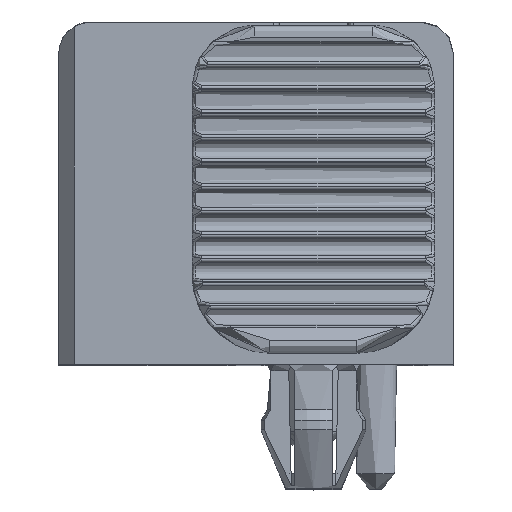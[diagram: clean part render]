
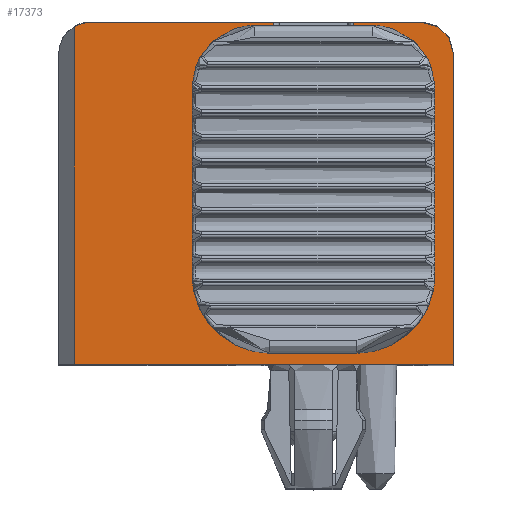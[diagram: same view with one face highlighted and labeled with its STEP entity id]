
A CAD part, top view. The second image highlights one B-rep face of the part: STEP entity #17373.
In plain terms, the highlighted planar face has unit normal (0, 0, 1).
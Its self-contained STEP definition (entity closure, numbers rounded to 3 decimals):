
#1838=FACE_OUTER_BOUND('',#2788,.T.);
#2788=EDGE_LOOP('',(#15029,#15030,#15031,#15032,#15033,#15034,#15035,#15036,
#15037,#15038,#15039,#15040,#15041,#15042,#15043,#15044,#15045,#15046,#15047,
#15048,#15049,#15050,#15051,#15052));
#2980=CIRCLE('',#17569,2.);
#3182=CIRCLE('',#17856,2.);
#3538=CIRCLE('',#18623,1.);
#3543=CIRCLE('',#18641,1.);
#3718=LINE('',#23673,#5157);
#3732=LINE('',#23866,#5171);
#3735=LINE('',#23872,#5174);
#3736=LINE('',#23876,#5175);
#3738=LINE('',#23884,#5177);
#3814=LINE('',#24102,#5253);
#3820=LINE('',#24114,#5259);
#3907=LINE('',#24350,#5346);
#3975=LINE('',#35609,#5414);
#4009=LINE('',#36206,#5448);
#4070=LINE('',#36361,#5509);
#4071=LINE('',#36364,#5510);
#4234=LINE('',#36730,#5673);
#4238=LINE('',#36744,#5677);
#4618=LINE('',#51218,#6057);
#4816=LINE('',#53477,#6255);
#4857=LINE('',#53562,#6296);
#4858=LINE('',#53565,#6297);
#4863=LINE('',#53576,#6302);
#4864=LINE('',#53578,#6303);
#5157=VECTOR('',#19115,10.);
#5171=VECTOR('',#19177,10.);
#5174=VECTOR('',#19180,10.);
#5175=VECTOR('',#19185,10.);
#5177=VECTOR('',#19191,10.);
#5253=VECTOR('',#19349,10.);
#5259=VECTOR('',#19357,10.);
#5346=VECTOR('',#19520,10.);
#5414=VECTOR('',#19960,10.);
#5448=VECTOR('',#20194,1000.);
#5509=VECTOR('',#20351,1000.);
#5510=VECTOR('',#20354,1000.);
#5673=VECTOR('',#20671,1000.);
#5677=VECTOR('',#20683,1000.);
#6057=VECTOR('',#22155,1000.);
#6255=VECTOR('',#22919,1000.);
#6296=VECTOR('',#23018,1000.);
#6297=VECTOR('',#23023,1000.);
#6302=VECTOR('',#23034,1000.);
#6303=VECTOR('',#23037,10.);
#6596=VERTEX_POINT('',#23671);
#6597=VERTEX_POINT('',#23672);
#6617=VERTEX_POINT('',#23714);
#6632=VERTEX_POINT('',#23864);
#6634=VERTEX_POINT('',#23869);
#6635=VERTEX_POINT('',#23871);
#6636=VERTEX_POINT('',#23875);
#6639=VERTEX_POINT('',#23881);
#6640=VERTEX_POINT('',#23883);
#6740=VERTEX_POINT('',#24099);
#6741=VERTEX_POINT('',#24101);
#6745=VERTEX_POINT('',#24112);
#6746=VERTEX_POINT('',#24113);
#7055=VERTEX_POINT('',#35608);
#7077=VERTEX_POINT('',#36205);
#7123=VERTEX_POINT('',#36359);
#7124=VERTEX_POINT('',#36363);
#7250=VERTEX_POINT('',#36729);
#7820=VERTEX_POINT('',#51220);
#7821=VERTEX_POINT('',#51222);
#7833=VERTEX_POINT('',#51288);
#7834=VERTEX_POINT('',#51290);
#8138=VERTEX_POINT('',#53476);
#8156=VERTEX_POINT('',#53574);
#8282=EDGE_CURVE('',#6596,#6597,#3718,.T.);
#8303=EDGE_CURVE('',#6617,#6596,#2980,.T.);
#8320=EDGE_CURVE('',#6597,#6632,#3732,.T.);
#8323=EDGE_CURVE('',#6635,#6634,#3735,.T.);
#8325=EDGE_CURVE('',#6636,#6617,#3736,.T.);
#8329=EDGE_CURVE('',#6640,#6639,#3738,.T.);
#8438=EDGE_CURVE('',#6741,#6740,#3814,.T.);
#8444=EDGE_CURVE('',#6745,#6746,#3820,.T.);
#8561=EDGE_CURVE('',#6746,#6741,#3907,.T.);
#8883=EDGE_CURVE('',#6634,#7055,#3975,.T.);
#8896=EDGE_CURVE('',#7055,#6640,#3182,.T.);
#8966=EDGE_CURVE('',#6636,#7077,#4009,.F.);
#9045=EDGE_CURVE('',#7123,#6639,#4070,.F.);
#9046=EDGE_CURVE('',#6635,#7124,#4071,.F.);
#9229=EDGE_CURVE('',#7250,#6745,#4234,.T.);
#9237=EDGE_CURVE('',#6740,#7124,#4238,.T.);
#10152=EDGE_CURVE('',#7250,#6632,#4618,.F.);
#10154=EDGE_CURVE('',#7820,#7821,#3538,.T.);
#10181=EDGE_CURVE('',#7833,#7834,#3543,.T.);
#10575=EDGE_CURVE('',#7821,#8138,#4816,.F.);
#10616=EDGE_CURVE('',#7077,#7820,#4857,.F.);
#10617=EDGE_CURVE('',#7834,#7123,#4858,.F.);
#10622=EDGE_CURVE('',#7833,#8156,#4863,.T.);
#10623=EDGE_CURVE('',#8156,#8138,#4864,.T.);
#15029=ORIENTED_EDGE('',*,*,#8320,.T.);
#15030=ORIENTED_EDGE('',*,*,#10152,.F.);
#15031=ORIENTED_EDGE('',*,*,#9229,.T.);
#15032=ORIENTED_EDGE('',*,*,#8444,.T.);
#15033=ORIENTED_EDGE('',*,*,#8561,.T.);
#15034=ORIENTED_EDGE('',*,*,#8438,.T.);
#15035=ORIENTED_EDGE('',*,*,#9237,.T.);
#15036=ORIENTED_EDGE('',*,*,#9046,.F.);
#15037=ORIENTED_EDGE('',*,*,#8323,.T.);
#15038=ORIENTED_EDGE('',*,*,#8883,.T.);
#15039=ORIENTED_EDGE('',*,*,#8896,.T.);
#15040=ORIENTED_EDGE('',*,*,#8329,.T.);
#15041=ORIENTED_EDGE('',*,*,#9045,.F.);
#15042=ORIENTED_EDGE('',*,*,#10617,.F.);
#15043=ORIENTED_EDGE('',*,*,#10181,.F.);
#15044=ORIENTED_EDGE('',*,*,#10622,.T.);
#15045=ORIENTED_EDGE('',*,*,#10623,.T.);
#15046=ORIENTED_EDGE('',*,*,#10575,.F.);
#15047=ORIENTED_EDGE('',*,*,#10154,.F.);
#15048=ORIENTED_EDGE('',*,*,#10616,.F.);
#15049=ORIENTED_EDGE('',*,*,#8966,.F.);
#15050=ORIENTED_EDGE('',*,*,#8325,.T.);
#15051=ORIENTED_EDGE('',*,*,#8303,.T.);
#15052=ORIENTED_EDGE('',*,*,#8282,.T.);
#16440=PLANE('',#18939);
#17373=ADVANCED_FACE('',(#1838),#16440,.T.);
#17569=AXIS2_PLACEMENT_3D('',#23715,#19154,#19155);
#17856=AXIS2_PLACEMENT_3D('',#35625,#19985,#19986);
#18623=AXIS2_PLACEMENT_3D('',#51223,#22159,#22160);
#18641=AXIS2_PLACEMENT_3D('',#51291,#22212,#22213);
#18939=AXIS2_PLACEMENT_3D('',#53577,#23035,#23036);
#19115=DIRECTION('',(0.,-1.,0.));
#19154=DIRECTION('center_axis',(0.,0.,
-1.));
#19155=DIRECTION('ref_axis',(0.,-1.,0.));
#19177=DIRECTION('',(-1.,0.,0.));
#19180=DIRECTION('',(-1.,0.,0.));
#19185=DIRECTION('',(1.,0.,0.));
#19191=DIRECTION('',(1.,0.,0.));
#19349=DIRECTION('',(0.,1.,0.));
#19357=DIRECTION('',(0.,-1.,0.));
#19520=DIRECTION('',(-1.,0.,0.));
#19960=DIRECTION('',(0.,1.,0.));
#19985=DIRECTION('center_axis',(0.,0.,
-1.));
#19986=DIRECTION('ref_axis',(0.,-1.,0.));
#20194=DIRECTION('',(0.,-1.,0.));
#20351=DIRECTION('',(0.,1.,0.));
#20354=DIRECTION('',(0.,1.,0.));
#20671=DIRECTION('',(-1.,0.,0.));
#20683=DIRECTION('',(-1.,0.,0.));
#22155=DIRECTION('',(0.,-1.,0.));
#22159=DIRECTION('center_axis',(0.,0.,
-1.));
#22160=DIRECTION('ref_axis',(0.,-1.,0.));
#22212=DIRECTION('center_axis',(0.,0.,
-1.));
#22213=DIRECTION('ref_axis',(0.,-1.,0.));
#22919=DIRECTION('',(0.,1.,0.));
#23018=DIRECTION('',(-1.,0.,0.));
#23023=DIRECTION('',(-1.,0.,0.));
#23034=DIRECTION('',(0.,-1.,0.));
#23035=DIRECTION('center_axis',(0.,0.,
1.));
#23036=DIRECTION('ref_axis',(0.,-1.,0.));
#23037=DIRECTION('',(1.,0.,0.));
#23671=CARTESIAN_POINT('',(-159.049,-16.621,-281.533));
#23672=CARTESIAN_POINT('',(-159.049,-17.621,-281.533));
#23673=CARTESIAN_POINT('',(-159.049,-21.299,-281.533));
#23714=CARTESIAN_POINT('',(-160.336,-14.752,-281.533));
#23715=CARTESIAN_POINT('Origin',(-161.049,-16.621,-281.533));
#23864=CARTESIAN_POINT('',(-161.649,-17.621,-281.533));
#23866=CARTESIAN_POINT('',(-161.769,-17.621,-281.533));
#23869=CARTESIAN_POINT('',(-166.849,-17.621,-281.533));
#23871=CARTESIAN_POINT('',(-164.249,-17.621,-281.533));
#23872=CARTESIAN_POINT('',(-161.769,-17.621,-281.533));
#23875=CARTESIAN_POINT('',(-161.649,-14.752,-281.533));
#23876=CARTESIAN_POINT('',(-161.769,-14.752,-281.533));
#23881=CARTESIAN_POINT('',(-164.249,-14.752,-281.533));
#23883=CARTESIAN_POINT('',(-165.562,-14.752,-281.533));
#23884=CARTESIAN_POINT('',(-161.769,-14.752,-281.533));
#24099=CARTESIAN_POINT('',(-163.949,-24.525,-281.533));
#24101=CARTESIAN_POINT('',(-163.949,-24.525,-281.533));
#24102=CARTESIAN_POINT('',(-163.949,-23.436,-281.533));
#24112=CARTESIAN_POINT('',(-161.949,-24.525,-281.533));
#24113=CARTESIAN_POINT('',(-161.949,-24.525,-281.533));
#24114=CARTESIAN_POINT('',(-161.949,-23.436,-281.533));
#24350=CARTESIAN_POINT('',(-162.549,-24.525,-281.533));
#35608=CARTESIAN_POINT('',(-166.849,-16.621,-281.533));
#35609=CARTESIAN_POINT('',(-166.849,-21.299,-281.533));
#35625=CARTESIAN_POINT('Origin',(-164.849,-16.621,-281.533));
#36205=CARTESIAN_POINT('',(-161.649,-14.525,-281.533));
#36206=CARTESIAN_POINT('',(-161.649,-14.975,-281.533));
#36359=CARTESIAN_POINT('',(-164.249,-14.525,-281.533));
#36361=CARTESIAN_POINT('',(-164.249,-24.525,-281.533));
#36363=CARTESIAN_POINT('',(-164.249,-24.525,-281.533));
#36364=CARTESIAN_POINT('',(-164.249,-24.525,-281.533));
#36729=CARTESIAN_POINT('',(-161.649,-24.525,-281.533));
#36730=CARTESIAN_POINT('',(-163.049,-24.525,-281.533));
#36744=CARTESIAN_POINT('',(-163.049,-24.525,-281.533));
#51218=CARTESIAN_POINT('',(-161.649,-14.975,-281.533));
#51220=CARTESIAN_POINT('',(-159.449,-14.525,-281.533));
#51222=CARTESIAN_POINT('',(-158.449,-15.525,-281.533));
#51223=CARTESIAN_POINT('Origin',(-159.449,-15.525,-281.533));
#51288=CARTESIAN_POINT('',(-170.649,-14.659,-281.533));
#51290=CARTESIAN_POINT('',(-170.149,-14.525,-281.533));
#51291=CARTESIAN_POINT('Origin',(-170.149,-15.525,-281.533));
#53476=CARTESIAN_POINT('',(-158.449,-25.525,-281.533));
#53477=CARTESIAN_POINT('',(-158.449,-20.83,-281.533));
#53562=CARTESIAN_POINT('',(-165.149,-14.525,-281.533));
#53565=CARTESIAN_POINT('',(-165.149,-14.525,-281.533));
#53574=CARTESIAN_POINT('',(-170.649,-25.525,-281.533));
#53576=CARTESIAN_POINT('',(-170.649,-22.702,-281.533));
#53577=CARTESIAN_POINT('Origin',(-162.149,-22.702,-281.533));
#53578=CARTESIAN_POINT('',(-164.899,-25.525,-281.533));
